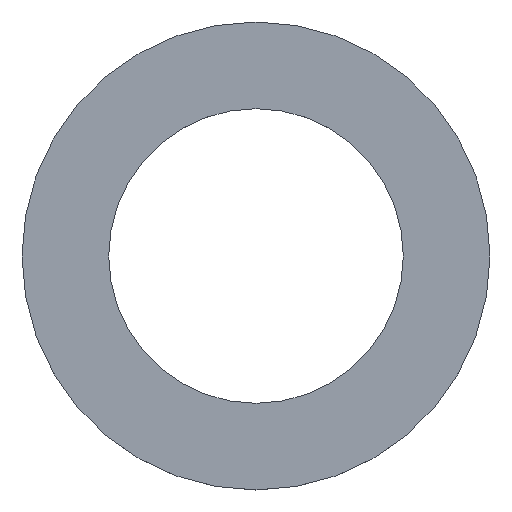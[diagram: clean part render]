
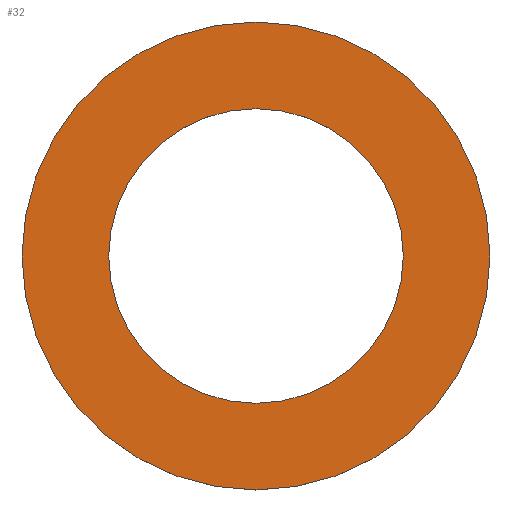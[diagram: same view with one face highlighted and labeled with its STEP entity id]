
A CAD part, top view. The second image highlights one B-rep face of the part: STEP entity #32.
In plain terms, the highlighted planar face has unit normal (0, 0, 1).
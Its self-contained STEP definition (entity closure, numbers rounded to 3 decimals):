
#4 = AXIS2_PLACEMENT_3D ( 'NONE', #110, #198, #14 ) ;
#7 = ORIENTED_EDGE ( 'NONE', *, *, #174, .T. ) ;
#9 = CIRCLE ( 'NONE', #61, 13.5 ) ;
#14 = DIRECTION ( 'NONE',  ( 1., 0., 0. ) ) ;
#19 = EDGE_LOOP ( 'NONE', ( #90, #7 ) ) ;
#24 = EDGE_CURVE ( 'NONE', #27, #156, #80, .T. ) ;
#26 = DIRECTION ( 'NONE',  ( 0., 0., 1. ) ) ;
#27 = VERTEX_POINT ( 'NONE', #197 ) ;
#29 = DIRECTION ( 'NONE',  ( 1., 0., 0. ) ) ;
#31 = AXIS2_PLACEMENT_3D ( 'NONE', #72, #199, #56 ) ;
#32 = ADVANCED_FACE ( 'NONE', ( #142, #54 ), #57, .T. ) ;
#42 = CARTESIAN_POINT ( 'NONE',  ( -8.5, 0., 1. ) ) ;
#47 = CARTESIAN_POINT ( 'NONE',  ( 8.5, 0., 1. ) ) ;
#54 = FACE_BOUND ( 'NONE', #107, .T. ) ;
#56 = DIRECTION ( 'NONE',  ( 1., 0., 0. ) ) ;
#57 = PLANE ( 'NONE',  #31 ) ;
#58 = DIRECTION ( 'NONE',  ( 0., 0., 1. ) ) ;
#61 = AXIS2_PLACEMENT_3D ( 'NONE', #166, #26, #127 ) ;
#62 = EDGE_CURVE ( 'NONE', #196, #98, #121, .T. ) ;
#63 = AXIS2_PLACEMENT_3D ( 'NONE', #146, #73, #86 ) ;
#72 = CARTESIAN_POINT ( 'NONE',  ( 0., 0., 1. ) ) ;
#73 = DIRECTION ( 'NONE',  ( 0., 0., 1. ) ) ;
#80 = CIRCLE ( 'NONE', #4, 13.5 ) ;
#84 = AXIS2_PLACEMENT_3D ( 'NONE', #112, #58, #29 ) ;
#86 = DIRECTION ( 'NONE',  ( 1., 0., 0. ) ) ;
#90 = ORIENTED_EDGE ( 'NONE', *, *, #24, .T. ) ;
#98 = VERTEX_POINT ( 'NONE', #42 ) ;
#107 = EDGE_LOOP ( 'NONE', ( #111, #173 ) ) ;
#110 = CARTESIAN_POINT ( 'NONE',  ( 0., 0., 1. ) ) ;
#111 = ORIENTED_EDGE ( 'NONE', *, *, #128, .F. ) ;
#112 = CARTESIAN_POINT ( 'NONE',  ( 0., 0., 1. ) ) ;
#121 = CIRCLE ( 'NONE', #63, 8.5 ) ;
#127 = DIRECTION ( 'NONE',  ( 1., 0., 0. ) ) ;
#128 = EDGE_CURVE ( 'NONE', #98, #196, #182, .T. ) ;
#142 = FACE_OUTER_BOUND ( 'NONE', #19, .T. ) ;
#146 = CARTESIAN_POINT ( 'NONE',  ( 0., 0., 1. ) ) ;
#156 = VERTEX_POINT ( 'NONE', #163 ) ;
#163 = CARTESIAN_POINT ( 'NONE',  ( 13.5, 0., 1. ) ) ;
#166 = CARTESIAN_POINT ( 'NONE',  ( 0., 0., 1. ) ) ;
#173 = ORIENTED_EDGE ( 'NONE', *, *, #62, .F. ) ;
#174 = EDGE_CURVE ( 'NONE', #156, #27, #9, .T. ) ;
#182 = CIRCLE ( 'NONE', #84, 8.5 ) ;
#196 = VERTEX_POINT ( 'NONE', #47 ) ;
#197 = CARTESIAN_POINT ( 'NONE',  ( -13.5, 0., 1. ) ) ;
#198 = DIRECTION ( 'NONE',  ( 0., 0., 1. ) ) ;
#199 = DIRECTION ( 'NONE',  ( 0., 0., 1. ) ) ;
